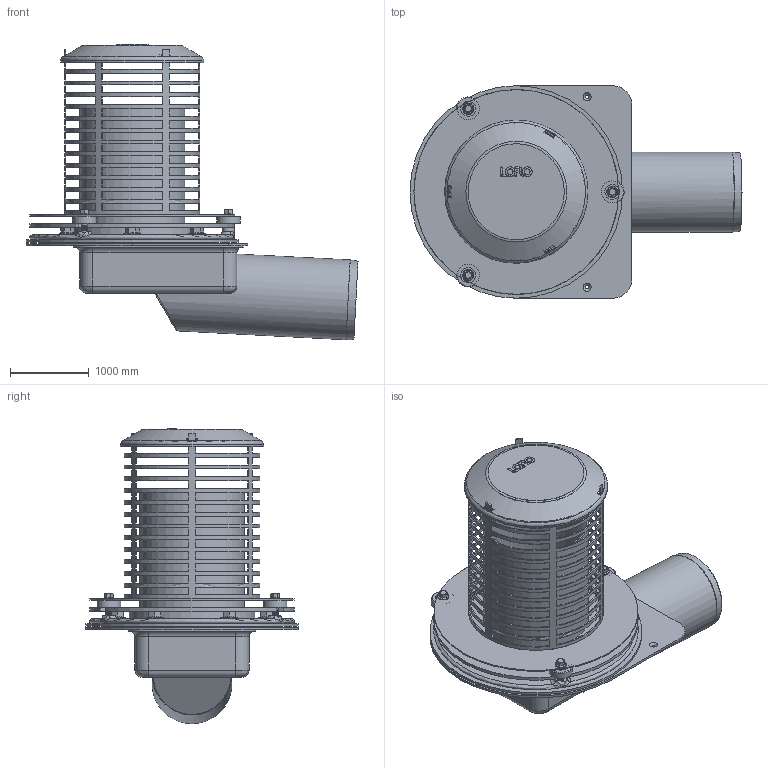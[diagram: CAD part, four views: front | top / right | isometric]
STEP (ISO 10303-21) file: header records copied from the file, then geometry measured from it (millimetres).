
FILE_DESCRIPTION(/* description */ (''),/* implementation_level */ '2;1');
FILE_NAME(/* name */ '01491.100X_3D.stp',/* time_stamp */ '2024-12-11T13:29:23+01:00',/* author */ ('CAD'),/* organization */ (''),/* preprocessor_version */ 'ST-DEVELOPER v20',/* originating_system */ 'AutoCAD Mechanical',/* authorisation */ '');
FILE_SCHEMA (('AUTOMOTIVE_DESIGN { 1 0 10303 214 3 1 1 }'));
Length unit declared in the file: centimetre
Products named in the file (8): Product; *S0; *U2; *U1; *U4; *U3; *U6; *U5
Assembly tree (16 placements, depth 3):
  Product
    *S0
    *U2
      *U1  x6
    *U4
      *U3  x3
    *U6
      *U5  x3
Bounding box: 4217.43 x 2700 x 3754.41 mm (x, y, z)
Volume: 1202037862.4 mm3; surface area: 102723886 mm2
Topology: 32 solids, 32 shells, 1266 faces, 3095 edges, 1904 vertices
Faces by surface type: plane 550, cone 381, cylinder 231, bspline 55, torus 46, sphere 3
Full cylindrical faces by diameter (mm): 70 x12, 80 x21, 100 x96, 160 x12, 170 x3, 300 x3, 992 x1, 1016 x1, 1220 x1, 1300 x4, 1330 x1, 1600 x1, 1690 x2, 1720 x1, 1790 x1, 1820 x1, 2600 x1, 2700 x1
Entity records: 32095 total; most frequent: CARTESIAN_POINT 6801, DIRECTION 5530, ORIENTED_EDGE 5022, EDGE_CURVE 2511, AXIS2_PLACEMENT_3D 2096, VERTEX_POINT 1553, LINE 1338, VECTOR 1338
